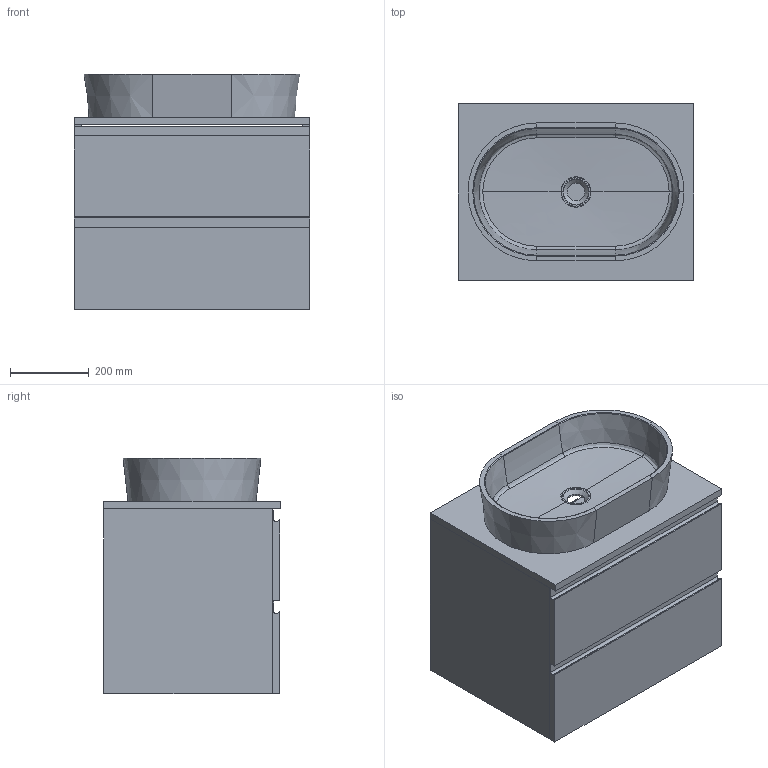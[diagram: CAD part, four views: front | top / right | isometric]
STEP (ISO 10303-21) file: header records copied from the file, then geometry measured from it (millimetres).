
FILE_DESCRIPTION(/* description */ (''),/* implementation_level */ '2;1');
FILE_NAME(/* name */ 'Mono 600.stp',/* time_stamp */ '2025-10-08T13:54:54+03:00',/* author */ ('ya'),/* organization */ (''),/* preprocessor_version */ 'ST-DEVELOPER v18.1',/* originating_system */ 'Autodesk Inventor 2022',/* authorisation */ '');
FILE_SCHEMA (('AUTOMOTIVE_DESIGN { 1 0 10303 214 3 1 1 }'));
Length unit declared in the file: millimetre
Products named in the file (4): Mono 600; mono 600_1; Sorrento 550c; чехол 88
Assembly tree (3 placements, depth 2):
  Mono 600
    mono 600_1
    Sorrento 550c
    чехол 88
Bounding box: 600 x 450 x 600 mm (x, y, z)
Volume: 38541985.1 mm3; surface area: 5016606.6 mm2
Topology: 21 solids, 21 shells, 248 faces, 575 edges, 361 vertices
Faces by surface type: plane 173, cylinder 32, sphere 16, bspline 13, torus 11, cone 3
Full cylindrical faces by diameter (mm): 6 x4, 45 x1, 150 x1
Entity records: 9941 total; most frequent: CARTESIAN_POINT 4185, DIRECTION 1156, ORIENTED_EDGE 1118, EDGE_CURVE 559, LINE 410, VECTOR 410, AXIS2_PLACEMENT_3D 373, VERTEX_POINT 361
